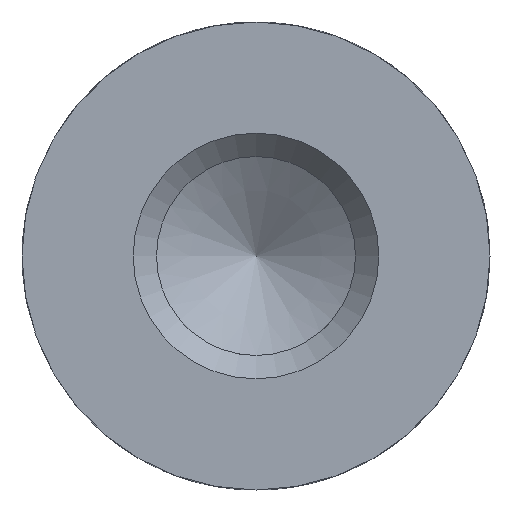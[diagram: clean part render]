
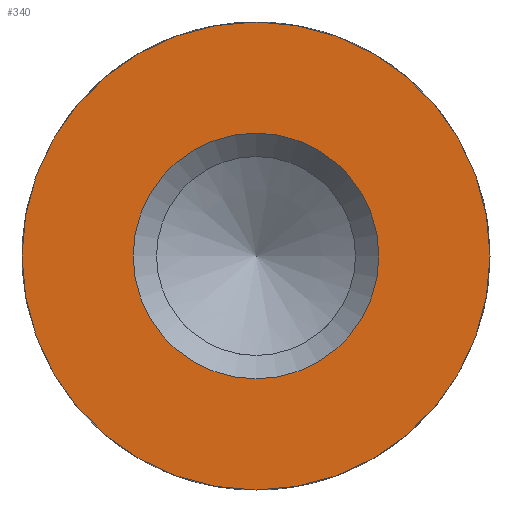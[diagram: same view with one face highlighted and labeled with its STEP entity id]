
A CAD part, front view. The second image highlights one B-rep face of the part: STEP entity #340.
In plain terms, the highlighted planar face has unit normal (0, -1, 0).
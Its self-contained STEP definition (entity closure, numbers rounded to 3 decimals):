
#21=PLANE('',#395);
#29=FACE_BOUND('',#91,.T.);
#68=FACE_OUTER_BOUND('',#90,.T.);
#90=EDGE_LOOP('',(#320));
#91=EDGE_LOOP('',(#321));
#125=CIRCLE('',#367,5.25);
#140=CIRCLE('',#393,10.);
#143=VERTEX_POINT('',#485);
#174=VERTEX_POINT('',#833);
#177=EDGE_CURVE('',#143,#143,#125,.T.);
#223=EDGE_CURVE('',#174,#174,#140,.T.);
#320=ORIENTED_EDGE('',*,*,#223,.F.);
#321=ORIENTED_EDGE('',*,*,#177,.T.);
#340=ADVANCED_FACE('',(#68,#29),#21,.F.);
#367=AXIS2_PLACEMENT_3D('',#486,#405,#406);
#393=AXIS2_PLACEMENT_3D('',#835,#472,#473);
#395=AXIS2_PLACEMENT_3D('',#837,#476,#477);
#405=DIRECTION('center_axis',(0.,1.,0.));
#406=DIRECTION('ref_axis',(1.,0.,0.));
#472=DIRECTION('center_axis',(0.,1.,0.));
#473=DIRECTION('ref_axis',(-1.,0.,0.));
#476=DIRECTION('center_axis',(0.,1.,0.));
#477=DIRECTION('ref_axis',(0.,0.,1.));
#485=CARTESIAN_POINT('',(-5.25,0.,0.));
#486=CARTESIAN_POINT('Origin',(0.,0.,0.));
#833=CARTESIAN_POINT('',(10.,0.,0.));
#835=CARTESIAN_POINT('Origin',(0.,0.,0.));
#837=CARTESIAN_POINT('Origin',(0.,0.,0.));
